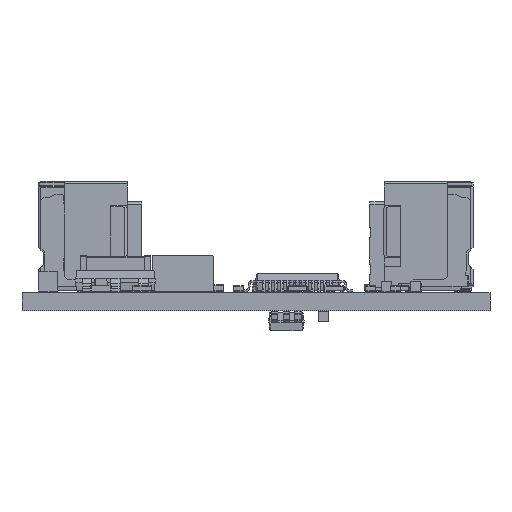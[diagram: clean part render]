
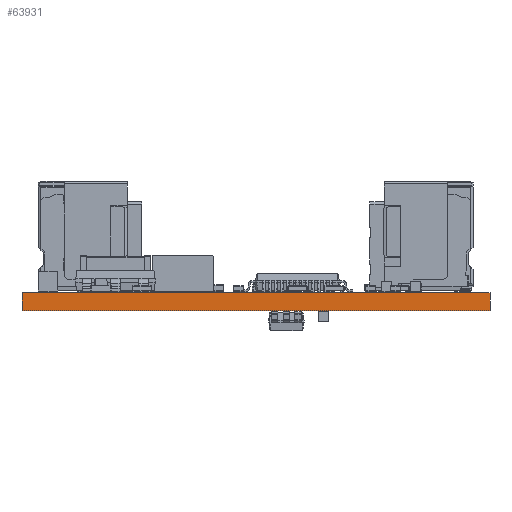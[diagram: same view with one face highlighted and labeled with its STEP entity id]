
A CAD part, left-side view. The second image highlights one B-rep face of the part: STEP entity #63931.
In plain terms, the highlighted planar face has unit normal (-1, 0, 0).
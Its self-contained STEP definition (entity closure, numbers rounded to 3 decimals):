
#63265 = EDGE_CURVE('',#63266,#63268,#63270,.T.);
#63266 = VERTEX_POINT('',#63267);
#63267 = CARTESIAN_POINT('',(78.74,-55.88,0.));
#63268 = VERTEX_POINT('',#63269);
#63269 = CARTESIAN_POINT('',(78.74,-55.88,1.465));
#63270 = LINE('',#63271,#63272);
#63271 = CARTESIAN_POINT('',(78.74,-55.88,0.));
#63272 = VECTOR('',#63273,1.);
#63273 = DIRECTION('',(0.,0.,1.));
#63298 = VERTEX_POINT('',#63299);
#63299 = CARTESIAN_POINT('',(78.74,-94.068,1.465));
#63305 = EDGE_CURVE('',#63306,#63298,#63308,.T.);
#63306 = VERTEX_POINT('',#63307);
#63307 = CARTESIAN_POINT('',(78.74,-94.068,0.));
#63308 = LINE('',#63309,#63310);
#63309 = CARTESIAN_POINT('',(78.74,-94.068,0.));
#63310 = VECTOR('',#63311,1.);
#63311 = DIRECTION('',(0.,0.,1.));
#63329 = EDGE_CURVE('',#63306,#63266,#63330,.T.);
#63330 = LINE('',#63331,#63332);
#63331 = CARTESIAN_POINT('',(78.74,-94.068,0.));
#63332 = VECTOR('',#63333,1.);
#63333 = DIRECTION('',(0.,1.,0.));
#63633 = EDGE_CURVE('',#63298,#63268,#63634,.T.);
#63634 = LINE('',#63635,#63636);
#63635 = CARTESIAN_POINT('',(78.74,-94.068,1.465));
#63636 = VECTOR('',#63637,1.);
#63637 = DIRECTION('',(0.,1.,0.));
#63931 = ADVANCED_FACE('',(#63932),#63938,.T.);
#63932 = FACE_BOUND('',#63933,.T.);
#63933 = EDGE_LOOP('',(#63934,#63935,#63936,#63937));
#63934 = ORIENTED_EDGE('',*,*,#63305,.T.);
#63935 = ORIENTED_EDGE('',*,*,#63633,.T.);
#63936 = ORIENTED_EDGE('',*,*,#63265,.F.);
#63937 = ORIENTED_EDGE('',*,*,#63329,.F.);
#63938 = PLANE('',#63939);
#63939 = AXIS2_PLACEMENT_3D('',#63940,#63941,#63942);
#63940 = CARTESIAN_POINT('',(78.74,-94.068,0.));
#63941 = DIRECTION('',(-1.,0.,0.));
#63942 = DIRECTION('',(0.,1.,0.));
